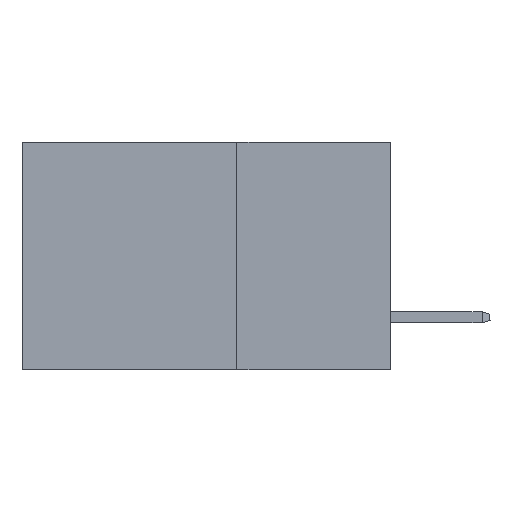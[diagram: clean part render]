
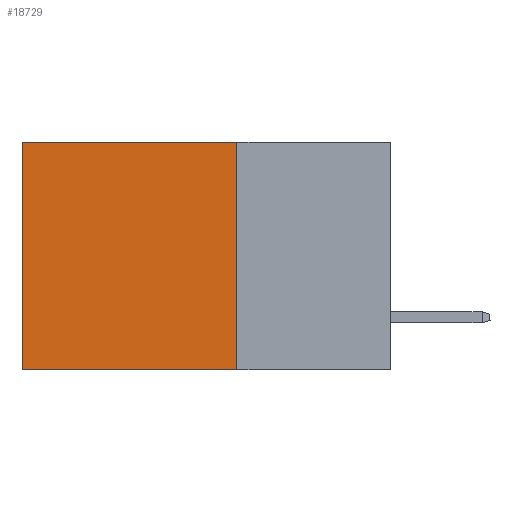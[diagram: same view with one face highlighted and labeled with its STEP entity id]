
A CAD part, left-side view. The second image highlights one B-rep face of the part: STEP entity #18729.
In plain terms, the highlighted planar face has unit normal (-1, 0, 0).
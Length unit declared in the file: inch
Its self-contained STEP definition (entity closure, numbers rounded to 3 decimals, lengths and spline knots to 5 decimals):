
#1290 = DIRECTION ( 'NONE',  ( 0., 1., 0. ) ) ;
#1613 = VECTOR ( 'NONE', #1290, 39.37008 ) ;
#2005 = DIRECTION ( 'NONE',  ( 1., 0., 0. ) ) ;
#2079 = PLANE ( 'NONE',  #8630 ) ;
#2199 = EDGE_LOOP ( 'NONE', ( #6646, #6578, #16628, #16054 ) ) ;
#4012 = VERTEX_POINT ( 'NONE', #16355 ) ;
#4766 = CARTESIAN_POINT ( 'NONE',  ( 0.2875, 0.6, 0. ) ) ;
#4907 = CARTESIAN_POINT ( 'NONE',  ( 0.2875, 0.25, -0.37 ) ) ;
#5656 = LINE ( 'NONE', #4766, #21144 ) ;
#6578 = ORIENTED_EDGE ( 'NONE', *, *, #17093, .F. ) ;
#6646 = ORIENTED_EDGE ( 'NONE', *, *, #14473, .T. ) ;
#6912 = CARTESIAN_POINT ( 'NONE',  ( 0.2875, 0.6, 0. ) ) ;
#8252 = CARTESIAN_POINT ( 'NONE',  ( 0.2875, 0.25, 0. ) ) ;
#8351 = VECTOR ( 'NONE', #22984, 39.37008 ) ;
#8630 = AXIS2_PLACEMENT_3D ( 'NONE', #10980, #2005, #21798 ) ;
#10238 = LINE ( 'NONE', #15473, #1613 ) ;
#10325 = VERTEX_POINT ( 'NONE', #4907 ) ;
#10980 = CARTESIAN_POINT ( 'NONE',  ( 0.2875, 0.25, 0. ) ) ;
#11810 = FACE_OUTER_BOUND ( 'NONE', #2199, .T. ) ;
#13969 = VECTOR ( 'NONE', #15572, 39.37008 ) ;
#14302 = CARTESIAN_POINT ( 'NONE',  ( 0.2875, 0.25, 0. ) ) ;
#14473 = EDGE_CURVE ( 'NONE', #17941, #4012, #5656, .T. ) ;
#14538 = EDGE_CURVE ( 'NONE', #15119, #10325, #20027, .T. ) ;
#15119 = VERTEX_POINT ( 'NONE', #8252 ) ;
#15473 = CARTESIAN_POINT ( 'NONE',  ( 0.2875, 0.25, -0.37 ) ) ;
#15572 = DIRECTION ( 'NONE',  ( 0., 0., -1. ) ) ;
#16036 = EDGE_CURVE ( 'NONE', #15119, #17941, #21385, .T. ) ;
#16054 = ORIENTED_EDGE ( 'NONE', *, *, #16036, .T. ) ;
#16355 = CARTESIAN_POINT ( 'NONE',  ( 0.2875, 0.6, -0.37 ) ) ;
#16628 = ORIENTED_EDGE ( 'NONE', *, *, #14538, .F. ) ;
#17093 = EDGE_CURVE ( 'NONE', #10325, #4012, #10238, .T. ) ;
#17200 = DIRECTION ( 'NONE',  ( 0., 0., -1. ) ) ;
#17438 = CARTESIAN_POINT ( 'NONE',  ( 0.2875, 0.25, 0. ) ) ;
#17941 = VERTEX_POINT ( 'NONE', #6912 ) ;
#18729 = ADVANCED_FACE ( 'NONE', ( #11810 ), #2079, .F. ) ;
#20027 = LINE ( 'NONE', #17438, #13969 ) ;
#21144 = VECTOR ( 'NONE', #17200, 39.37008 ) ;
#21385 = LINE ( 'NONE', #14302, #8351 ) ;
#21798 = DIRECTION ( 'NONE',  ( 0., 0., -1. ) ) ;
#22984 = DIRECTION ( 'NONE',  ( 0., 1., 0. ) ) ;
